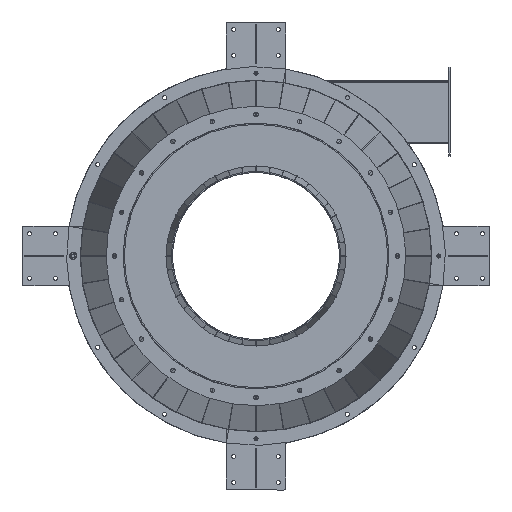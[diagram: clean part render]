
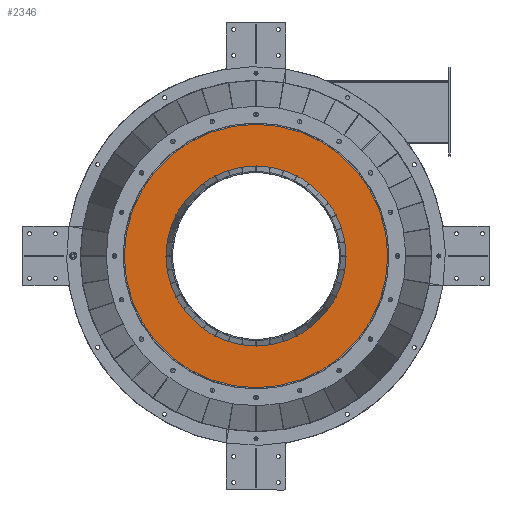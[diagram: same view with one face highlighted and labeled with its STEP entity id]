
A CAD part, front view. The second image highlights one B-rep face of the part: STEP entity #2346.
In plain terms, the highlighted planar face has unit normal (0, -1, 0).
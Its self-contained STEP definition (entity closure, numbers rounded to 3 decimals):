
#408 = AXIS2_PLACEMENT_3D ( 'NONE', #11634, #767, #13326 ) ;
#485 = DIRECTION ( 'NONE',  ( 0., 1., 0. ) ) ;
#688 = ORIENTED_EDGE ( 'NONE', *, *, #1635, .T. ) ;
#767 = DIRECTION ( 'NONE',  ( 0., 1., 0. ) ) ;
#1635 = EDGE_CURVE ( 'NONE', #8929, #8687, #5783, .T. ) ;
#1783 = DIRECTION ( 'NONE',  ( 0., 0., 1. ) ) ;
#2298 = CIRCLE ( 'NONE', #10672, 354. ) ;
#2346 = ADVANCED_FACE ( 'NONE', ( #8282, #3099 ), #9394, .F. ) ;
#2568 = CARTESIAN_POINT ( 'NONE',  ( 0., 0., -354. ) ) ;
#2832 = CARTESIAN_POINT ( 'NONE',  ( 0., 0., 354. ) ) ;
#3099 = FACE_BOUND ( 'NONE', #9787, .T. ) ;
#3222 = EDGE_LOOP ( 'NONE', ( #5504, #10127 ) ) ;
#3999 = AXIS2_PLACEMENT_3D ( 'NONE', #10011, #485, #5822 ) ;
#4326 = DIRECTION ( 'NONE',  ( 0., 1., 0. ) ) ;
#4479 = EDGE_CURVE ( 'NONE', #12253, #6961, #13800, .T. ) ;
#4898 = AXIS2_PLACEMENT_3D ( 'NONE', #5130, #9382, #13662 ) ;
#5130 = CARTESIAN_POINT ( 'NONE',  ( 0., 0., 0. ) ) ;
#5504 = ORIENTED_EDGE ( 'NONE', *, *, #11487, .F. ) ;
#5783 = CIRCLE ( 'NONE', #4898, 242. ) ;
#5822 = DIRECTION ( 'NONE',  ( 0., 0., 1. ) ) ;
#5999 = CIRCLE ( 'NONE', #3999, 242. ) ;
#6001 = ORIENTED_EDGE ( 'NONE', *, *, #10114, .T. ) ;
#6131 = DIRECTION ( 'NONE',  ( 0., 1., 0. ) ) ;
#6693 = DIRECTION ( 'NONE',  ( 0., 0., 1. ) ) ;
#6961 = VERTEX_POINT ( 'NONE', #2568 ) ;
#7689 = CARTESIAN_POINT ( 'NONE',  ( 0., 0., -242. ) ) ;
#7732 = AXIS2_PLACEMENT_3D ( 'NONE', #9288, #6131, #1783 ) ;
#8282 = FACE_OUTER_BOUND ( 'NONE', #3222, .T. ) ;
#8662 = CARTESIAN_POINT ( 'NONE',  ( 0., 0., 0. ) ) ;
#8687 = VERTEX_POINT ( 'NONE', #7689 ) ;
#8929 = VERTEX_POINT ( 'NONE', #11329 ) ;
#9288 = CARTESIAN_POINT ( 'NONE',  ( 0., 0., 0. ) ) ;
#9382 = DIRECTION ( 'NONE',  ( 0., 1., 0. ) ) ;
#9394 = PLANE ( 'NONE',  #408 ) ;
#9787 = EDGE_LOOP ( 'NONE', ( #6001, #688 ) ) ;
#10011 = CARTESIAN_POINT ( 'NONE',  ( 0., 0., 0. ) ) ;
#10114 = EDGE_CURVE ( 'NONE', #8687, #8929, #5999, .T. ) ;
#10127 = ORIENTED_EDGE ( 'NONE', *, *, #4479, .F. ) ;
#10672 = AXIS2_PLACEMENT_3D ( 'NONE', #8662, #4326, #6693 ) ;
#11329 = CARTESIAN_POINT ( 'NONE',  ( 0., 0., 242. ) ) ;
#11487 = EDGE_CURVE ( 'NONE', #6961, #12253, #2298, .T. ) ;
#11634 = CARTESIAN_POINT ( 'NONE',  ( 0., 0., 0. ) ) ;
#12253 = VERTEX_POINT ( 'NONE', #2832 ) ;
#13326 = DIRECTION ( 'NONE',  ( 0., 0., 1. ) ) ;
#13662 = DIRECTION ( 'NONE',  ( 0., 0., 1. ) ) ;
#13800 = CIRCLE ( 'NONE', #7732, 354. ) ;
